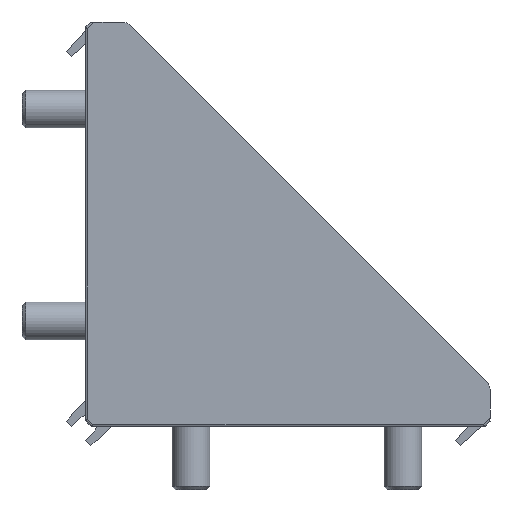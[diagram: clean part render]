
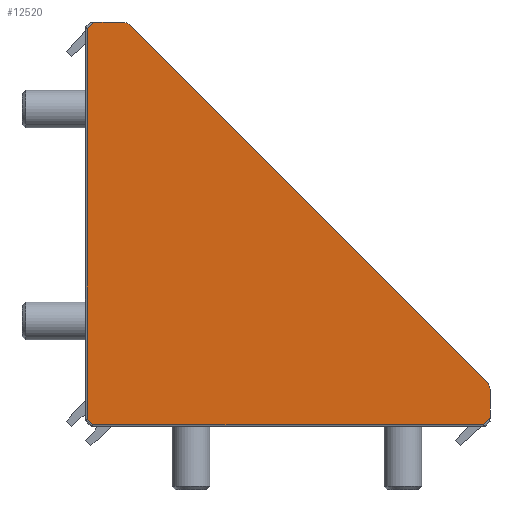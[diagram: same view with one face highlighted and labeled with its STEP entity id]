
A CAD part, front view. The second image highlights one B-rep face of the part: STEP entity #12520.
In plain terms, the highlighted planar face has unit normal (-0.012, -1, -0.012).
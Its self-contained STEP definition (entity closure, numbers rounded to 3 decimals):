
#426=ELLIPSE('',#13562,2.,2.);
#428=ELLIPSE('',#13565,2.,2.);
#833=PLANE('',#13574);
#1190=FACE_OUTER_BOUND('',#2066,.T.);
#2066=EDGE_LOOP('',(#9034,#9035,#9036,#9037,#9038,#9039,#9040,#9041,#9042,
#9043));
#3099=LINE('',#22294,#3973);
#3126=LINE('',#22420,#4000);
#3135=LINE('',#22441,#4009);
#3137=LINE('',#22448,#4011);
#3138=LINE('',#22450,#4012);
#3139=LINE('',#22452,#4013);
#3140=LINE('',#22453,#4014);
#3141=LINE('',#22454,#4015);
#3973=VECTOR('',#15540,1000.);
#4000=VECTOR('',#15599,1000.);
#4009=VECTOR('',#15616,1000.);
#4011=VECTOR('',#15624,1000.);
#4012=VECTOR('',#15625,1000.);
#4013=VECTOR('',#15626,1000.);
#4014=VECTOR('',#15627,1000.);
#4015=VECTOR('',#15628,1000.);
#5363=VERTEX_POINT('',#20217);
#5728=VERTEX_POINT('',#22291);
#5729=VERTEX_POINT('',#22293);
#5759=VERTEX_POINT('',#22405);
#5761=VERTEX_POINT('',#22411);
#5764=VERTEX_POINT('',#22418);
#5772=VERTEX_POINT('',#22440);
#5774=VERTEX_POINT('',#22447);
#5775=VERTEX_POINT('',#22449);
#5776=VERTEX_POINT('',#22451);
#6939=EDGE_CURVE('',#5729,#5728,#3099,.T.);
#6976=EDGE_CURVE('',#5759,#5729,#426,.T.);
#6980=EDGE_CURVE('',#5728,#5761,#428,.T.);
#6983=EDGE_CURVE('',#5761,#5764,#3126,.T.);
#6993=EDGE_CURVE('',#5772,#5759,#3135,.T.);
#6997=EDGE_CURVE('',#5764,#5774,#3137,.T.);
#6998=EDGE_CURVE('',#5774,#5775,#3138,.T.);
#6999=EDGE_CURVE('',#5775,#5776,#3139,.T.);
#7000=EDGE_CURVE('',#5776,#5363,#3140,.T.);
#7001=EDGE_CURVE('',#5363,#5772,#3141,.T.);
#9034=ORIENTED_EDGE('',*,*,#6997,.T.);
#9035=ORIENTED_EDGE('',*,*,#6998,.T.);
#9036=ORIENTED_EDGE('',*,*,#6999,.T.);
#9037=ORIENTED_EDGE('',*,*,#7000,.T.);
#9038=ORIENTED_EDGE('',*,*,#7001,.T.);
#9039=ORIENTED_EDGE('',*,*,#6993,.T.);
#9040=ORIENTED_EDGE('',*,*,#6976,.T.);
#9041=ORIENTED_EDGE('',*,*,#6939,.T.);
#9042=ORIENTED_EDGE('',*,*,#6980,.T.);
#9043=ORIENTED_EDGE('',*,*,#6983,.T.);
#12520=ADVANCED_FACE('',(#1190),#833,.T.);
#13562=AXIS2_PLACEMENT_3D('',#22406,#15584,#15585);
#13565=AXIS2_PLACEMENT_3D('',#22413,#15592,#15593);
#13574=AXIS2_PLACEMENT_3D('',#22446,#15622,#15623);
#15540=DIRECTION('',(-0.707,0.,0.707));
#15584=DIRECTION('center_axis',(-0.012,-1.,
-0.012));
#15585=DIRECTION('ref_axis',(0.707,-0.017,0.707));
#15592=DIRECTION('center_axis',(-0.012,-1.,
-0.012));
#15593=DIRECTION('ref_axis',(0.707,-0.017,0.707));
#15599=DIRECTION('',(-1.,0.012,0.));
#15616=DIRECTION('',(0.,-0.012,1.));
#15622=DIRECTION('center_axis',(-0.012,-1.,
-0.012));
#15623=DIRECTION('ref_axis',(0.,0.012,-1.));
#15624=DIRECTION('',(-0.707,0.017,-0.707));
#15625=DIRECTION('',(0.,0.012,-1.));
#15626=DIRECTION('',(0.707,0.,-0.707));
#15627=DIRECTION('',(1.,-0.012,0.));
#15628=DIRECTION('',(0.707,-0.017,0.707));
#20217=CARTESIAN_POINT('',(84.64,-21.381,0.494));
#22291=CARTESIAN_POINT('',(9.338,-21.5,85.414));
#22293=CARTESIAN_POINT('',(85.414,-21.5,9.338));
#22294=CARTESIAN_POINT('',(85.414,-21.5,9.338));
#22405=CARTESIAN_POINT('',(86.,-21.49,7.924));
#22406=CARTESIAN_POINT('Origin',(84.,-21.465,7.924));
#22411=CARTESIAN_POINT('',(7.924,-21.49,86.));
#22413=CARTESIAN_POINT('Origin',(7.924,-21.465,84.));
#22418=CARTESIAN_POINT('',(1.854,-21.415,86.));
#22420=CARTESIAN_POINT('',(7.924,-21.49,86.));
#22440=CARTESIAN_POINT('',(86.,-21.415,1.854));
#22441=CARTESIAN_POINT('',(86.,-21.406,1.148));
#22446=CARTESIAN_POINT('Origin',(85.414,-21.5,9.338));
#22447=CARTESIAN_POINT('',(0.494,-21.381,84.64));
#22448=CARTESIAN_POINT('',(0.354,-21.378,84.499));
#22449=CARTESIAN_POINT('',(0.494,-20.357,1.615));
#22450=CARTESIAN_POINT('',(0.494,-20.354,1.414));
#22451=CARTESIAN_POINT('',(1.615,-20.357,0.494));
#22452=CARTESIAN_POINT('',(1.762,-20.357,0.347));
#22453=CARTESIAN_POINT('',(84.146,-21.375,0.494));
#22454=CARTESIAN_POINT('',(85.646,-21.406,1.501));
